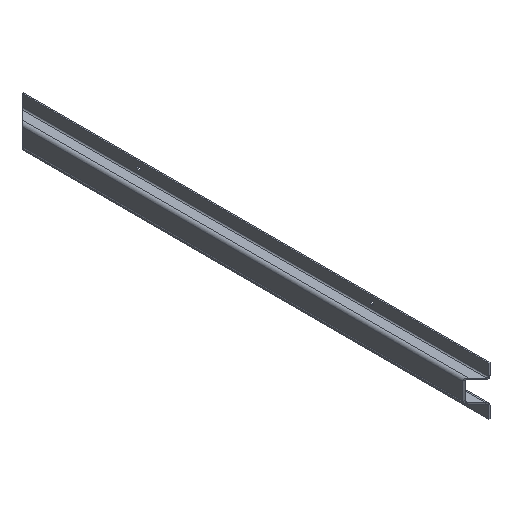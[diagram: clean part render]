
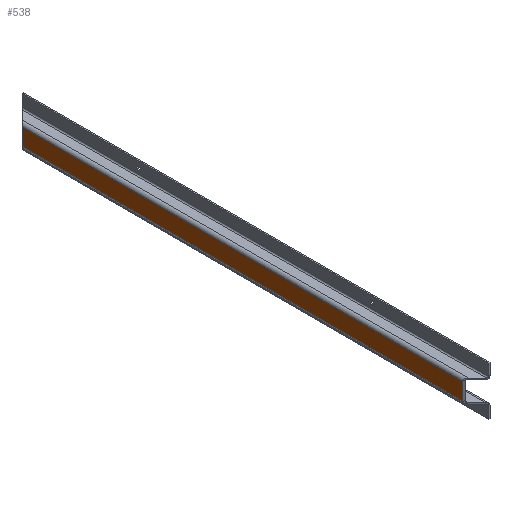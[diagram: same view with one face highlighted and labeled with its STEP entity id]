
A CAD part, isometric view. The second image highlights one B-rep face of the part: STEP entity #538.
In plain terms, the highlighted planar face has unit normal (-1, 0, 0).
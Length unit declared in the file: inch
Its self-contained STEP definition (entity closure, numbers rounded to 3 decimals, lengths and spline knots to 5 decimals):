
#35=LINE('',#840,#83);
#36=LINE('',#842,#84);
#37=LINE('',#844,#85);
#38=LINE('',#845,#86);
#83=VECTOR('',#675,39.37008);
#84=VECTOR('',#676,39.37008);
#85=VECTOR('',#677,39.37008);
#86=VECTOR('',#678,39.37008);
#128=PLANE('',#596);
#162=FACE_OUTER_BOUND('',#196,.T.);
#196=EDGE_LOOP('',(#381,#382,#383,#384));
#253=VERTEX_POINT('',#838);
#254=VERTEX_POINT('',#839);
#255=VERTEX_POINT('',#841);
#256=VERTEX_POINT('',#843);
#305=EDGE_CURVE('',#253,#254,#35,.T.);
#306=EDGE_CURVE('',#254,#255,#36,.T.);
#307=EDGE_CURVE('',#255,#256,#37,.T.);
#308=EDGE_CURVE('',#253,#256,#38,.T.);
#381=ORIENTED_EDGE('',*,*,#305,.T.);
#382=ORIENTED_EDGE('',*,*,#306,.T.);
#383=ORIENTED_EDGE('',*,*,#307,.T.);
#384=ORIENTED_EDGE('',*,*,#308,.F.);
#538=ADVANCED_FACE('',(#162),#128,.F.);
#596=AXIS2_PLACEMENT_3D('',#837,#673,#674);
#673=DIRECTION('center_axis',(1.,0.,0.));
#674=DIRECTION('ref_axis',(0.,0.,-1.));
#675=DIRECTION('',(0.,1.,0.));
#676=DIRECTION('',(0.,0.,-1.));
#677=DIRECTION('',(0.,-1.,0.));
#678=DIRECTION('',(0.,0.,-1.));
#837=CARTESIAN_POINT('Origin',(0.,-36.,-18.62995));
#838=CARTESIAN_POINT('',(0.,-35.,-17.98195));
#839=CARTESIAN_POINT('',(0.,-1.,-17.98195));
#840=CARTESIAN_POINT('',(0.,0.,-17.98195));
#841=CARTESIAN_POINT('',(0.,-1.,-19.27795));
#842=CARTESIAN_POINT('',(0.,-1.,-17.75495));
#843=CARTESIAN_POINT('',(0.,-35.,-19.27795));
#844=CARTESIAN_POINT('',(0.,-36.,-19.27795));
#845=CARTESIAN_POINT('',(0.,-35.,-17.75495));
